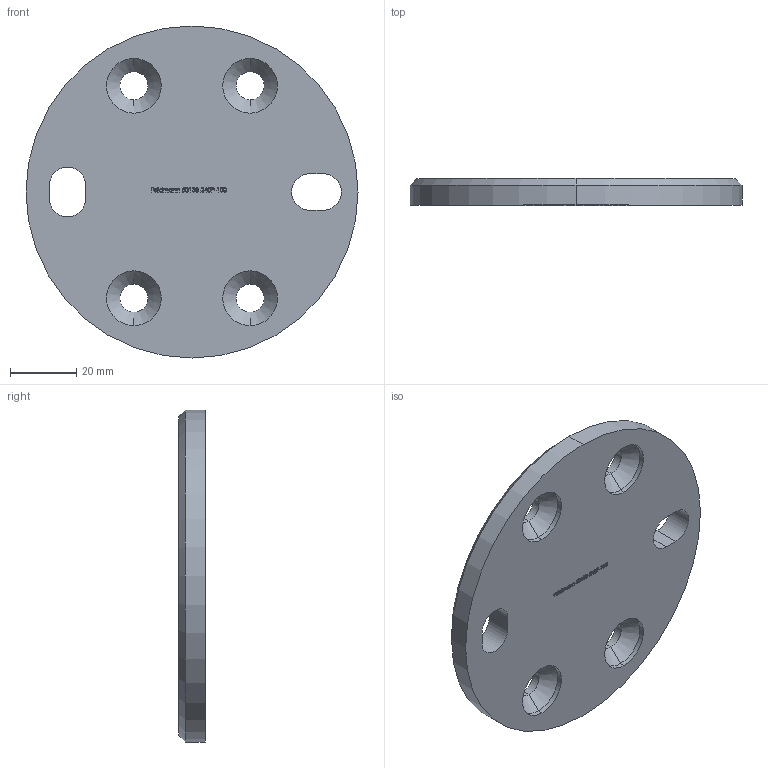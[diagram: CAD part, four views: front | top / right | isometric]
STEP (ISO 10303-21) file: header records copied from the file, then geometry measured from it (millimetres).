
FILE_DESCRIPTION (( 'STEP AP203' ), '1' );
FILE_NAME ('50138-240P-100.step', '2019-05-03T08:27:30', ( '' ), ( '' ), 'SwSTEP 2.0', 'SolidWorks 2015', '' );
FILE_SCHEMA (( 'CONFIG_CONTROL_DESIGN' ));
Length unit declared in the file: millimetre
Products named in the file (1): 50138-240P-100
Bounding box: 100 x 8 x 100 mm (x, y, z)
Volume: 56105.7 mm3; surface area: 18369.1 mm2
Topology: 1 solids, 1 shells, 317 faces, 828 edges, 546 vertices
Faces by surface type: plane 149, bspline 135, cylinder 23, cone 10
Entity records: 17629 total; most frequent: CARTESIAN_POINT 10619, ORIENTED_EDGE 1656, DIRECTION 972, EDGE_CURVE 828, VERTEX_POINT 546, LINE 510, VECTOR 510, EDGE_LOOP 362
